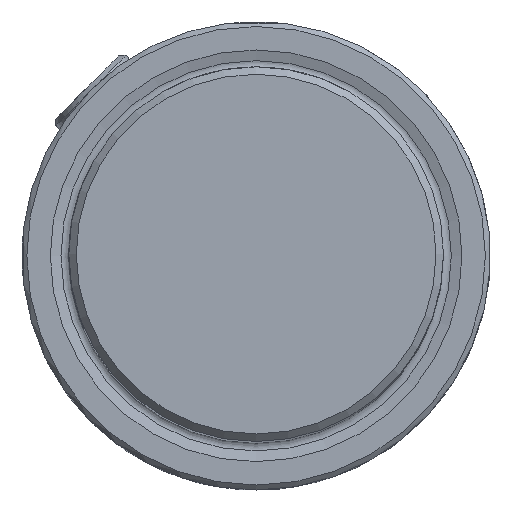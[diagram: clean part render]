
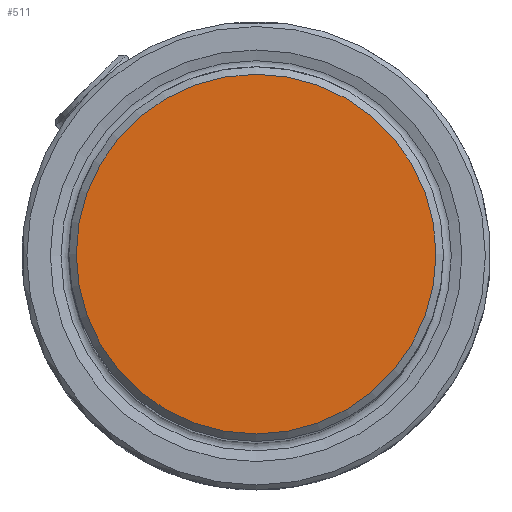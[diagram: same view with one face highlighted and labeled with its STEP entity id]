
A CAD part, top view. The second image highlights one B-rep face of the part: STEP entity #511.
In plain terms, the highlighted planar face has unit normal (0, 0, 1).
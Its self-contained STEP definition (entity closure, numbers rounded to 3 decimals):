
#385=CIRCLE('',#4961,18.287);
#511=ADVANCED_FACE('',(#906),#785,.T.);
#785=PLANE('',#4962);
#906=FACE_OUTER_BOUND('',#1143,.T.);
#1143=EDGE_LOOP('',(#1679));
#1679=ORIENTED_EDGE('',*,*,#3553,.T.);
#3070=VERTEX_POINT('',#7078);
#3553=EDGE_CURVE('',#3070,#3070,#385,.T.);
#4961=AXIS2_PLACEMENT_3D('',#7077,#5577,#5578);
#4962=AXIS2_PLACEMENT_3D('',#7079,#5579,#5580);
#5577=DIRECTION('',(0.,0.,1.));
#5578=DIRECTION('',(0.,-1.,0.));
#5579=DIRECTION('',(0.,0.,1.));
#5580=DIRECTION('',(0.,1.,0.));
#7077=CARTESIAN_POINT('',(0.,0.,95.25));
#7078=CARTESIAN_POINT('',(0.,-18.287,95.25));
#7079=CARTESIAN_POINT('',(0.,0.,95.25));
